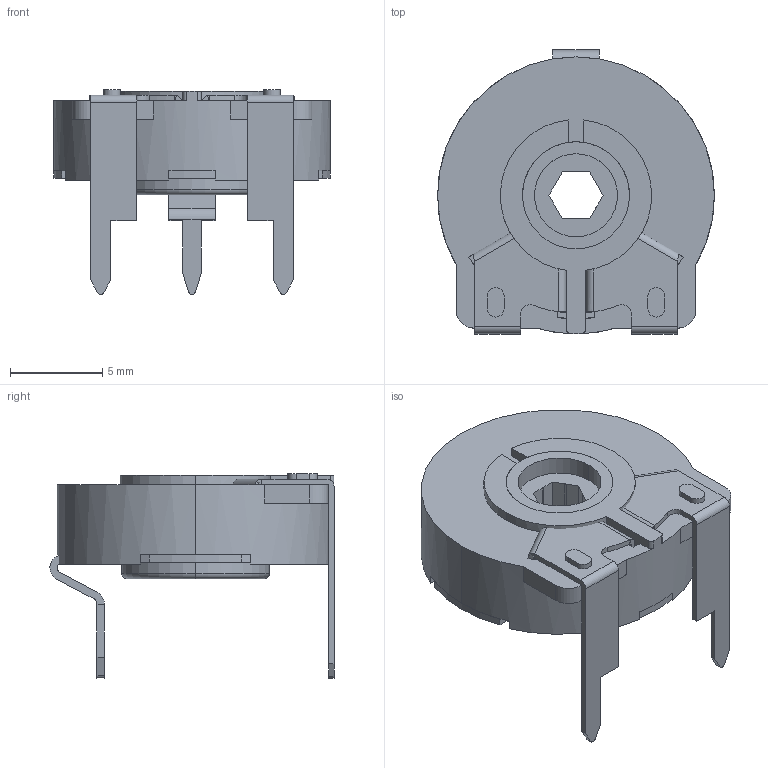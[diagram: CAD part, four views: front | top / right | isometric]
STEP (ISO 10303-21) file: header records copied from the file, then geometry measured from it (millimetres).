
FILE_DESCRIPTION (( 'STEP AP203' ), '1' );
FILE_NAME ('Same_Sky_PTN15-F100HB20-H.step', '2025-02-12T16:34:17', ( '' ), ( '' ), 'SwSTEP 2.0', 'SolidWorks 2024', '' );
FILE_SCHEMA (( 'CONFIG_CONTROL_DESIGN' ));
Length unit declared in the file: inch
Products named in the file (5): Same_Sky_PTN15-F100HB20-H; PTN15 HEXAGONAL ROTOR; PTN15-F WIPER; PTN15 HOUSING; PTN15 VERT TERMINALS
Assembly tree (4 placements, depth 2):
  Same_Sky_PTN15-F100HB20-H
    PTN15 HOUSING
    PTN15 VERT TERMINALS
    PTN15-F WIPER
    PTN15 HEXAGONAL ROTOR
Bounding box: 15 x 15.4 x 11.1 mm (x, y, z)
Volume: 566.8 mm3; surface area: 1635.4 mm2
Topology: 5 solids, 5 shells, 286 faces, 785 edges, 508 vertices
Faces by surface type: plane 150, cylinder 112, bspline 14, torus 8, cone 2
Entity records: 10045 total; most frequent: CARTESIAN_POINT 2069, DIRECTION 1589, ORIENTED_EDGE 1570, EDGE_CURVE 785, AXIS2_PLACEMENT_3D 555, VERTEX_POINT 508, VECTOR 479, LINE 479
